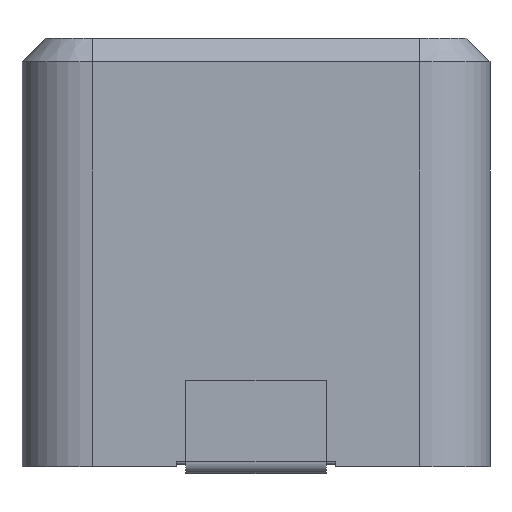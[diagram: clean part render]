
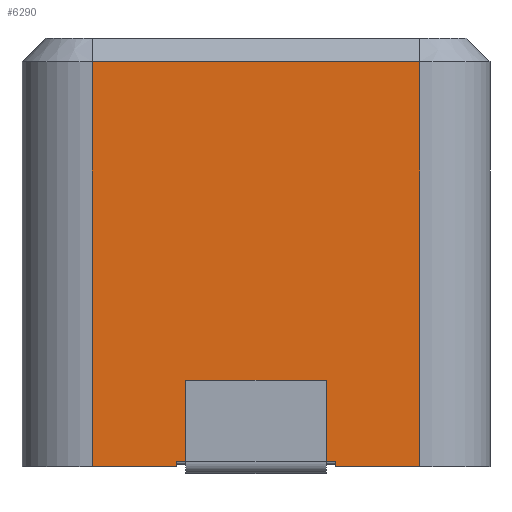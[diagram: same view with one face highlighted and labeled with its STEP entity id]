
A CAD part, left-side view. The second image highlights one B-rep face of the part: STEP entity #6290.
In plain terms, the highlighted planar face has unit normal (-1, 0, 0).
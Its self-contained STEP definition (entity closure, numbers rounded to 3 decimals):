
#79=PLANE('',#6559);
#268=LINE('',#8126,#792);
#291=LINE('',#8184,#815);
#292=LINE('',#8186,#816);
#293=LINE('',#8188,#817);
#294=LINE('',#8190,#818);
#295=LINE('',#8192,#819);
#296=LINE('',#8194,#820);
#297=LINE('',#8196,#821);
#298=LINE('',#8198,#822);
#299=LINE('',#8200,#823);
#300=LINE('',#8202,#824);
#301=LINE('',#8204,#825);
#792=VECTOR('',#6908,1000.);
#815=VECTOR('',#6953,1000.);
#816=VECTOR('',#6954,1000.);
#817=VECTOR('',#6955,1000.);
#818=VECTOR('',#6956,1000.);
#819=VECTOR('',#6957,1000.);
#820=VECTOR('',#6958,1000.);
#821=VECTOR('',#6959,1000.);
#822=VECTOR('',#6960,1000.);
#823=VECTOR('',#6961,1000.);
#824=VECTOR('',#6962,1000.);
#825=VECTOR('',#6963,1000.);
#1352=ORIENTED_EDGE('',*,*,#2680,.F.);
#1353=ORIENTED_EDGE('',*,*,#2652,.T.);
#1354=ORIENTED_EDGE('',*,*,#2681,.T.);
#1355=ORIENTED_EDGE('',*,*,#2682,.T.);
#1356=ORIENTED_EDGE('',*,*,#2683,.F.);
#1357=ORIENTED_EDGE('',*,*,#2684,.T.);
#1358=ORIENTED_EDGE('',*,*,#2685,.T.);
#1359=ORIENTED_EDGE('',*,*,#2686,.T.);
#1360=ORIENTED_EDGE('',*,*,#2687,.T.);
#1361=ORIENTED_EDGE('',*,*,#2688,.T.);
#1362=ORIENTED_EDGE('',*,*,#2689,.T.);
#1363=ORIENTED_EDGE('',*,*,#2690,.F.);
#2652=EDGE_CURVE('',#3318,#3319,#268,.T.);
#2680=EDGE_CURVE('',#3318,#3342,#291,.T.);
#2681=EDGE_CURVE('',#3319,#3343,#292,.T.);
#2682=EDGE_CURVE('',#3343,#3344,#293,.T.);
#2683=EDGE_CURVE('',#3345,#3344,#294,.T.);
#2684=EDGE_CURVE('',#3345,#3346,#295,.T.);
#2685=EDGE_CURVE('',#3346,#3347,#296,.T.);
#2686=EDGE_CURVE('',#3347,#3348,#297,.T.);
#2687=EDGE_CURVE('',#3348,#3349,#298,.T.);
#2688=EDGE_CURVE('',#3349,#3350,#299,.T.);
#2689=EDGE_CURVE('',#3350,#3351,#300,.T.);
#2690=EDGE_CURVE('',#3342,#3351,#301,.T.);
#3318=VERTEX_POINT('',#8127);
#3319=VERTEX_POINT('',#8128);
#3342=VERTEX_POINT('',#8185);
#3343=VERTEX_POINT('',#8187);
#3344=VERTEX_POINT('',#8189);
#3345=VERTEX_POINT('',#8191);
#3346=VERTEX_POINT('',#8193);
#3347=VERTEX_POINT('',#8195);
#3348=VERTEX_POINT('',#8197);
#3349=VERTEX_POINT('',#8199);
#3350=VERTEX_POINT('',#8201);
#3351=VERTEX_POINT('',#8203);
#3868=EDGE_LOOP('',(#1352,#1353,#1354,#1355,#1356,#1357,#1358,#1359,#1360,
#1361,#1362,#1363));
#4162=FACE_BOUND('',#3868,.T.);
#6290=ADVANCED_FACE('',(#4162),#79,.F.);
#6559=AXIS2_PLACEMENT_3D('',#8183,#6951,#6952);
#6908=DIRECTION('',(0.,-1.,0.));
#6951=DIRECTION('',(1.,0.,0.));
#6952=DIRECTION('',(0.,0.,-1.));
#6953=DIRECTION('',(0.,0.,1.));
#6954=DIRECTION('',(0.,0.,-1.));
#6955=DIRECTION('',(0.,-1.,0.));
#6956=DIRECTION('',(0.,0.,-1.));
#6957=DIRECTION('',(0.,1.,0.));
#6958=DIRECTION('',(0.,0.,-1.));
#6959=DIRECTION('',(0.,-1.,0.));
#6960=DIRECTION('',(0.,0.,1.));
#6961=DIRECTION('',(0.,-1.,0.));
#6962=DIRECTION('',(0.,0.,1.));
#6963=DIRECTION('',(0.,1.,0.));
#8126=CARTESIAN_POINT('',(-5.,5.,0.1));
#8127=CARTESIAN_POINT('',(-5.,-1.5,0.1));
#8128=CARTESIAN_POINT('',(-5.,-1.7,0.1));
#8183=CARTESIAN_POINT('',(-5.,5.,9.15));
#8184=CARTESIAN_POINT('',(-5.,-1.5,9.15));
#8185=CARTESIAN_POINT('',(-5.,-1.5,1.85));
#8186=CARTESIAN_POINT('',(-5.,-1.7,9.15));
#8187=CARTESIAN_POINT('',(-5.,-1.7,0.));
#8188=CARTESIAN_POINT('',(-5.,5.,0.));
#8189=CARTESIAN_POINT('',(-5.,-3.5,0.));
#8190=CARTESIAN_POINT('',(-5.,-3.5,9.15));
#8191=CARTESIAN_POINT('',(-5.,-3.5,8.65));
#8192=CARTESIAN_POINT('',(-5.,3.5,8.65));
#8193=CARTESIAN_POINT('',(-5.,3.5,8.65));
#8194=CARTESIAN_POINT('',(-5.,3.5,9.15));
#8195=CARTESIAN_POINT('',(-5.,3.5,0.));
#8196=CARTESIAN_POINT('',(-5.,5.,0.));
#8197=CARTESIAN_POINT('',(-5.,1.7,0.));
#8198=CARTESIAN_POINT('',(-5.,1.7,9.15));
#8199=CARTESIAN_POINT('',(-5.,1.7,0.1));
#8200=CARTESIAN_POINT('',(-5.,5.,0.1));
#8201=CARTESIAN_POINT('',(-5.,1.5,0.1));
#8202=CARTESIAN_POINT('',(-5.,1.5,9.15));
#8203=CARTESIAN_POINT('',(-5.,1.5,1.85));
#8204=CARTESIAN_POINT('',(-5.,5.,1.85));
